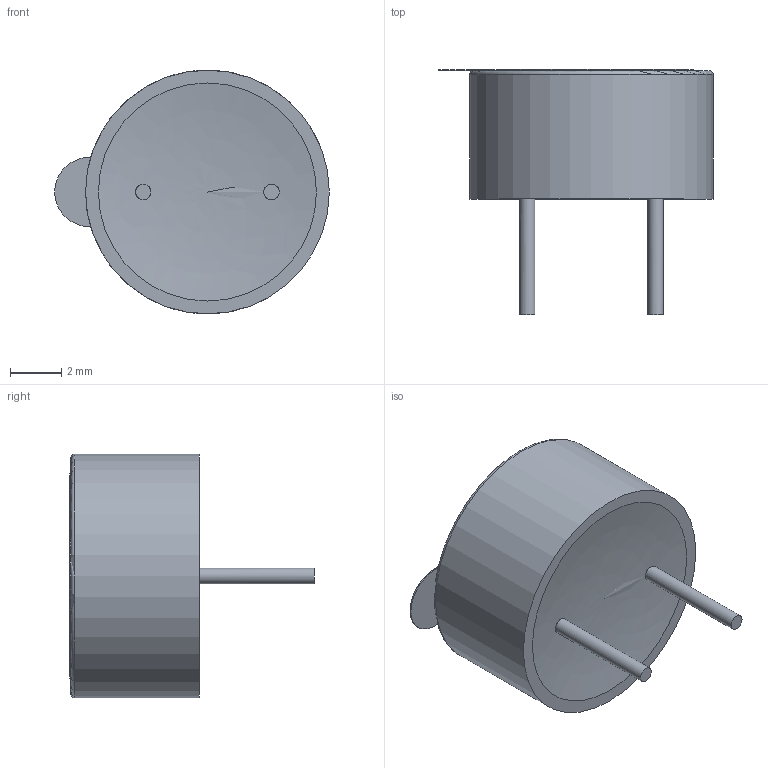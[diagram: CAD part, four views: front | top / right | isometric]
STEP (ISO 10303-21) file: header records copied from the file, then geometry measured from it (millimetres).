
FILE_DESCRIPTION(/* description */ (''),/* implementation_level */ '2;1');
FILE_NAME(/* name */ 'AI-1027-TWT-3V-R.ipt.step',/* time_stamp */ '2024-02-07T22:15:52-05:00',/* author */ ('J.D.'),/* organization */ (''),/* preprocessor_version */ 'ST-DEVELOPER v20',/* originating_system */ 'Autodesk Inventor 2024',/* authorisation */ '');
FILE_SCHEMA (('AUTOMOTIVE_DESIGN { 1 0 10303 214 3 1 1 }'));
Length unit declared in the file: millimetre
Products named in the file (1): AI-1027-TWT-3V-R
Bounding box: 10.7 x 9.55 x 9.5 mm (x, y, z)
Volume: 127.3 mm3; surface area: 664.9 mm2
Topology: 1 solids, 3 shells, 29 faces, 57 edges, 37 vertices
Faces by surface type: plane 14, cylinder 13, torus 1, bspline 1
Full cylindrical faces by diameter (mm): 0.6 x6, 1.4 x2, 8.5 x2, 9.5 x1
Entity records: 985 total; most frequent: CARTESIAN_POINT 261, DIRECTION 137, ORIENTED_EDGE 112, AXIS2_PLACEMENT_3D 58, EDGE_CURVE 56, EDGE_LOOP 41, VERTEX_POINT 37, FACE_OUTER_BOUND 29
